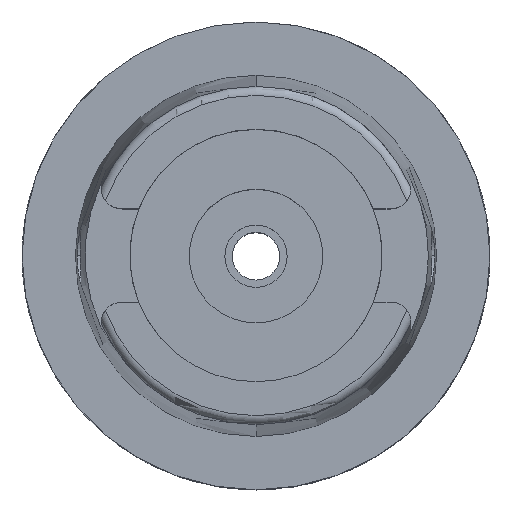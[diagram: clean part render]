
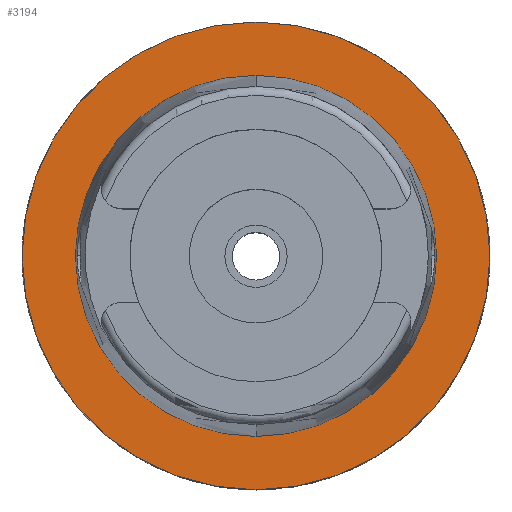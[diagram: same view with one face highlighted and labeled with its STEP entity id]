
A CAD part, top view. The second image highlights one B-rep face of the part: STEP entity #3194.
In plain terms, the highlighted planar face has unit normal (0, 0, 1).
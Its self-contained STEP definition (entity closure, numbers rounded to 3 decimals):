
#30 = AXIS2_PLACEMENT_3D ( 'NONE', #2690, #2220, #3036 ) ;
#272 = CIRCLE ( 'NONE', #838, 24.315 ) ;
#279 = DIRECTION ( 'NONE',  ( 0., -1., 0. ) ) ;
#403 = DIRECTION ( 'NONE',  ( 0., 1., 0. ) ) ;
#418 = DIRECTION ( 'NONE',  ( 0., -1., 0. ) ) ;
#440 = DIRECTION ( 'NONE',  ( 0., 0., 1. ) ) ;
#700 = DIRECTION ( 'NONE',  ( 0., 1., 0. ) ) ;
#838 = AXIS2_PLACEMENT_3D ( 'NONE', #1270, #440, #418 ) ;
#875 = CIRCLE ( 'NONE', #3210, 24.315 ) ;
#974 = FACE_OUTER_BOUND ( 'NONE', #3398, .T. ) ;
#1270 = CARTESIAN_POINT ( 'NONE',  ( 0., 0., 0. ) ) ;
#1308 = VERTEX_POINT ( 'NONE', #1706 ) ;
#1396 = ORIENTED_EDGE ( 'NONE', *, *, #3913, .F. ) ;
#1572 = FACE_BOUND ( 'NONE', #4993, .T. ) ;
#1706 = CARTESIAN_POINT ( 'NONE',  ( 0., 31.5, 0. ) ) ;
#2220 = DIRECTION ( 'NONE',  ( 0., 0., 1. ) ) ;
#2567 = VERTEX_POINT ( 'NONE', #2885 ) ;
#2612 = PLANE ( 'NONE',  #30 ) ;
#2690 = CARTESIAN_POINT ( 'NONE',  ( 0., 0., 0. ) ) ;
#2861 = VERTEX_POINT ( 'NONE', #5449 ) ;
#2868 = VERTEX_POINT ( 'NONE', #3804 ) ;
#2885 = CARTESIAN_POINT ( 'NONE',  ( 0., -31.5, 0. ) ) ;
#3036 = DIRECTION ( 'NONE',  ( 1., 0., 0. ) ) ;
#3067 = EDGE_CURVE ( 'NONE', #2567, #1308, #5371, .T. ) ;
#3194 = ADVANCED_FACE ( 'NONE', ( #974, #1572 ), #2612, .T. ) ;
#3210 = AXIS2_PLACEMENT_3D ( 'NONE', #4517, #5013, #700 ) ;
#3398 = EDGE_LOOP ( 'NONE', ( #4417, #5084 ) ) ;
#3463 = AXIS2_PLACEMENT_3D ( 'NONE', #5119, #5517, #279 ) ;
#3804 = CARTESIAN_POINT ( 'NONE',  ( 0., 24.315, 0. ) ) ;
#3913 = EDGE_CURVE ( 'NONE', #2861, #2868, #272, .T. ) ;
#3988 = EDGE_CURVE ( 'NONE', #1308, #2567, #4210, .T. ) ;
#4210 = CIRCLE ( 'NONE', #5103, 31.5 ) ;
#4417 = ORIENTED_EDGE ( 'NONE', *, *, #3988, .F. ) ;
#4517 = CARTESIAN_POINT ( 'NONE',  ( 0., 0., 0. ) ) ;
#4993 = EDGE_LOOP ( 'NONE', ( #5032, #1396 ) ) ;
#5013 = DIRECTION ( 'NONE',  ( 0., 0., 1. ) ) ;
#5032 = ORIENTED_EDGE ( 'NONE', *, *, #5413, .F. ) ;
#5084 = ORIENTED_EDGE ( 'NONE', *, *, #3067, .F. ) ;
#5103 = AXIS2_PLACEMENT_3D ( 'NONE', #5570, #5487, #403 ) ;
#5119 = CARTESIAN_POINT ( 'NONE',  ( 0., 0., 0. ) ) ;
#5371 = CIRCLE ( 'NONE', #3463, 31.5 ) ;
#5413 = EDGE_CURVE ( 'NONE', #2868, #2861, #875, .T. ) ;
#5449 = CARTESIAN_POINT ( 'NONE',  ( 0., -24.315, 0. ) ) ;
#5487 = DIRECTION ( 'NONE',  ( 0., 0., -1. ) ) ;
#5517 = DIRECTION ( 'NONE',  ( 0., 0., -1. ) ) ;
#5570 = CARTESIAN_POINT ( 'NONE',  ( 0., 0., 0. ) ) ;
